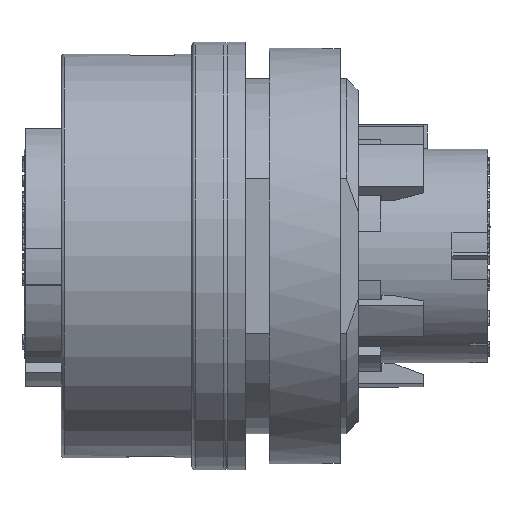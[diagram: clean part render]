
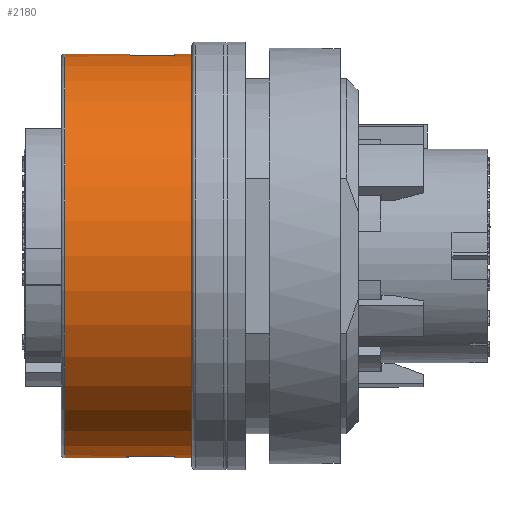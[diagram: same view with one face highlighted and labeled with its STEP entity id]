
A CAD part, top view. The second image highlights one B-rep face of the part: STEP entity #2180.
In plain terms, the highlighted cylindrical face has radius 17 mm (diameter 34 mm), a full revolution.
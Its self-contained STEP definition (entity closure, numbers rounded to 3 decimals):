
#208=ELLIPSE('',#17856,17.042,17.);
#209=ELLIPSE('',#17857,17.042,17.);
#2180=ADVANCED_FACE('',(#2982,#2983,#2984,#2985),#2793,.T.);
#2793=CYLINDRICAL_SURFACE('',#17860,17.);
#2982=FACE_BOUND('',#3599,.T.);
#2983=FACE_BOUND('',#3600,.T.);
#2984=FACE_BOUND('',#3601,.T.);
#2985=FACE_BOUND('',#3602,.T.);
#3599=EDGE_LOOP('',(#10018));
#3600=EDGE_LOOP('',(#10019,#10020,#10021,#10022));
#3601=EDGE_LOOP('',(#10023,#10024,#10025,#10026));
#3602=EDGE_LOOP('',(#10027));
#5109=LINE('',#26051,#6884);
#5110=LINE('',#26055,#6885);
#5111=LINE('',#26059,#6886);
#5112=LINE('',#26063,#6887);
#6884=VECTOR('',#20913,1.);
#6885=VECTOR('',#20916,1.);
#6886=VECTOR('',#20919,1.);
#6887=VECTOR('',#20922,1.);
#10018=ORIENTED_EDGE('',*,*,#15425,.T.);
#10019=ORIENTED_EDGE('',*,*,#15426,.T.);
#10020=ORIENTED_EDGE('',*,*,#15427,.T.);
#10021=ORIENTED_EDGE('',*,*,#15428,.T.);
#10022=ORIENTED_EDGE('',*,*,#15429,.T.);
#10023=ORIENTED_EDGE('',*,*,#15430,.T.);
#10024=ORIENTED_EDGE('',*,*,#15431,.T.);
#10025=ORIENTED_EDGE('',*,*,#15432,.T.);
#10026=ORIENTED_EDGE('',*,*,#15433,.T.);
#10027=ORIENTED_EDGE('',*,*,#15434,.F.);
#13422=VERTEX_POINT('',#26047);
#13423=VERTEX_POINT('',#26049);
#13424=VERTEX_POINT('',#26050);
#13425=VERTEX_POINT('',#26052);
#13426=VERTEX_POINT('',#26054);
#13427=VERTEX_POINT('',#26057);
#13428=VERTEX_POINT('',#26058);
#13429=VERTEX_POINT('',#26060);
#13430=VERTEX_POINT('',#26062);
#13431=VERTEX_POINT('',#26065);
#15425=EDGE_CURVE('',#13422,#13422,#16885,.T.);
#15426=EDGE_CURVE('',#13423,#13424,#16886,.T.);
#15427=EDGE_CURVE('',#13424,#13425,#5109,.T.);
#15428=EDGE_CURVE('',#13425,#13426,#208,.T.);
#15429=EDGE_CURVE('',#13426,#13423,#5110,.T.);
#15430=EDGE_CURVE('',#13427,#13428,#209,.T.);
#15431=EDGE_CURVE('',#13428,#13429,#5111,.T.);
#15432=EDGE_CURVE('',#13429,#13430,#16887,.T.);
#15433=EDGE_CURVE('',#13430,#13427,#5112,.T.);
#15434=EDGE_CURVE('',#13431,#13431,#16888,.T.);
#16885=CIRCLE('',#17854,17.);
#16886=CIRCLE('',#17855,17.);
#16887=CIRCLE('',#17858,17.);
#16888=CIRCLE('',#17859,17.);
#17854=AXIS2_PLACEMENT_3D('',#26046,#20909,#20910);
#17855=AXIS2_PLACEMENT_3D('',#26048,#20911,#20912);
#17856=AXIS2_PLACEMENT_3D('',#26053,#20914,#20915);
#17857=AXIS2_PLACEMENT_3D('',#26056,#20917,#20918);
#17858=AXIS2_PLACEMENT_3D('',#26061,#20920,#20921);
#17859=AXIS2_PLACEMENT_3D('',#26064,#20923,#20924);
#17860=AXIS2_PLACEMENT_3D('',#26066,#20925,#20926);
#20909=DIRECTION('',(1.,0.,0.));
#20910=DIRECTION('',(0.,1.,0.));
#20911=DIRECTION('',(1.,0.,0.));
#20912=DIRECTION('',(0.,1.,0.));
#20913=DIRECTION('',(-1.,0.,0.));
#20914=DIRECTION('',(-0.998,0.,-0.07));
#20915=DIRECTION('',(0.07,0.,-0.998));
#20916=DIRECTION('',(1.,0.,0.));
#20917=DIRECTION('',(-0.998,0.,0.07));
#20918=DIRECTION('',(0.07,0.,0.998));
#20919=DIRECTION('',(1.,0.,0.));
#20920=DIRECTION('',(1.,0.,0.));
#20921=DIRECTION('',(0.,1.,0.));
#20922=DIRECTION('',(-1.,0.,0.));
#20923=DIRECTION('',(1.,0.,0.));
#20924=DIRECTION('',(0.,1.,0.));
#20925=DIRECTION('',(1.,0.,0.));
#20926=DIRECTION('',(0.,1.,0.));
#26046=CARTESIAN_POINT('',(-21.548,-1.807,0.));
#26047=CARTESIAN_POINT('',(-21.548,15.193,0.));
#26048=CARTESIAN_POINT('',(-12.327,-1.807,0.));
#26049=CARTESIAN_POINT('',(-12.327,-18.689,2.));
#26050=CARTESIAN_POINT('',(-12.327,-18.689,-2.));
#26051=CARTESIAN_POINT('',(-24.848,-18.689,-2.));
#26052=CARTESIAN_POINT('',(-16.048,-18.689,-2.));
#26053=CARTESIAN_POINT('',(-16.188,-1.807,0.));
#26054=CARTESIAN_POINT('',(-16.327,-18.689,2.));
#26055=CARTESIAN_POINT('',(-24.848,-18.689,2.));
#26056=CARTESIAN_POINT('',(-16.188,-1.807,0.));
#26057=CARTESIAN_POINT('',(-16.048,15.075,2.));
#26058=CARTESIAN_POINT('',(-16.327,15.075,-2.));
#26059=CARTESIAN_POINT('',(-24.848,15.075,-2.));
#26060=CARTESIAN_POINT('',(-12.327,15.075,-2.));
#26061=CARTESIAN_POINT('',(-12.327,-1.807,0.));
#26062=CARTESIAN_POINT('',(-12.327,15.075,2.));
#26063=CARTESIAN_POINT('',(-24.848,15.075,2.));
#26064=CARTESIAN_POINT('',(-10.848,-1.807,0.));
#26065=CARTESIAN_POINT('',(-10.848,15.193,0.));
#26066=CARTESIAN_POINT('',(-24.848,-1.807,0.));
